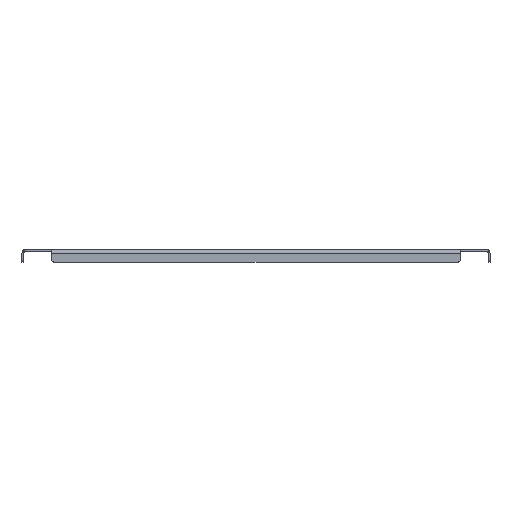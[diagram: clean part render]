
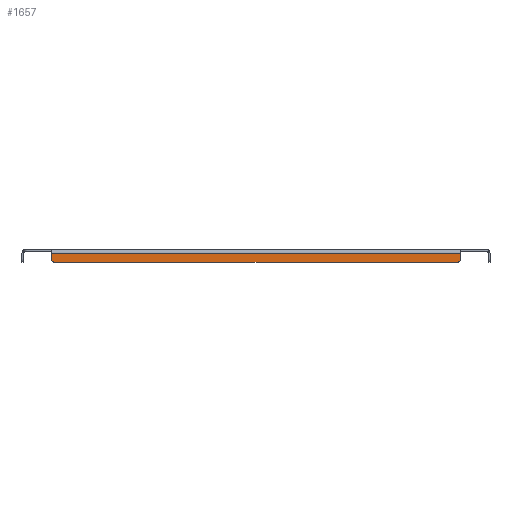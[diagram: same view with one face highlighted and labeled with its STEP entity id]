
A CAD part, front view. The second image highlights one B-rep face of the part: STEP entity #1657.
In plain terms, the highlighted planar face has unit normal (0, -1, 0).
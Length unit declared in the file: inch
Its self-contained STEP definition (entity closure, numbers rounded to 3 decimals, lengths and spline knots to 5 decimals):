
#24 = VERTEX_POINT ( 'NONE', #1323 ) ;
#203 = VERTEX_POINT ( 'NONE', #2888 ) ;
#248 = LINE ( 'NONE', #1739, #405 ) ;
#252 = LINE ( 'NONE', #2781, #2425 ) ;
#298 = VERTEX_POINT ( 'NONE', #1208 ) ;
#305 = VERTEX_POINT ( 'NONE', #2195 ) ;
#322 = DIRECTION ( 'NONE',  ( 0., 0., -1. ) ) ;
#336 = VERTEX_POINT ( 'NONE', #2926 ) ;
#405 = VECTOR ( 'NONE', #2254, 39.37008 ) ;
#424 = ORIENTED_EDGE ( 'NONE', *, *, #1052, .T. ) ;
#484 = DIRECTION ( 'NONE',  ( 0., 0., -1. ) ) ;
#622 = DIRECTION ( 'NONE',  ( 0., 0., -1. ) ) ;
#771 = VECTOR ( 'NONE', #3238, 39.37008 ) ;
#824 = EDGE_CURVE ( 'NONE', #842, #298, #1132, .T. ) ;
#842 = VERTEX_POINT ( 'NONE', #1365 ) ;
#844 = LINE ( 'NONE', #2818, #1951 ) ;
#930 = ORIENTED_EDGE ( 'NONE', *, *, #1658, .T. ) ;
#1032 = ORIENTED_EDGE ( 'NONE', *, *, #2055, .T. ) ;
#1052 = EDGE_CURVE ( 'NONE', #298, #336, #252, .T. ) ;
#1132 = CIRCLE ( 'NONE', #2164, 0.25 ) ;
#1208 = CARTESIAN_POINT ( 'NONE',  ( -13.71875, -19.90625, -0.875 ) ) ;
#1273 = ORIENTED_EDGE ( 'NONE', *, *, #3230, .T. ) ;
#1323 = CARTESIAN_POINT ( 'NONE',  ( 13.96875, -19.90625, -0.625 ) ) ;
#1365 = CARTESIAN_POINT ( 'NONE',  ( -13.96875, -19.90625, -0.625 ) ) ;
#1466 = LINE ( 'NONE', #2232, #771 ) ;
#1553 = CARTESIAN_POINT ( 'NONE',  ( -15.84375, -19.90625, 0. ) ) ;
#1586 = DIRECTION ( 'NONE',  ( 0., -1., 0. ) ) ;
#1657 = ADVANCED_FACE ( 'NONE', ( #2552 ), #2290, .T. ) ;
#1658 = EDGE_CURVE ( 'NONE', #305, #842, #844, .T. ) ;
#1716 = CARTESIAN_POINT ( 'NONE',  ( 13.71875, -19.90625, -0.625 ) ) ;
#1739 = CARTESIAN_POINT ( 'NONE',  ( 13.96875, -19.90625, -0.237 ) ) ;
#1951 = VECTOR ( 'NONE', #2799, 39.37008 ) ;
#1979 = DIRECTION ( 'NONE',  ( 0., -1., 0. ) ) ;
#2021 = ORIENTED_EDGE ( 'NONE', *, *, #2932, .F. ) ;
#2055 = EDGE_CURVE ( 'NONE', #24, #203, #1466, .T. ) ;
#2164 = AXIS2_PLACEMENT_3D ( 'NONE', #3087, #1586, #622 ) ;
#2195 = CARTESIAN_POINT ( 'NONE',  ( -13.96875, -19.90625, -0.237 ) ) ;
#2215 = EDGE_LOOP ( 'NONE', ( #930, #2915, #424, #1273, #1032, #2021 ) ) ;
#2232 = CARTESIAN_POINT ( 'NONE',  ( 13.96875, -19.90625, 0. ) ) ;
#2254 = DIRECTION ( 'NONE',  ( 1., 0., 0. ) ) ;
#2290 = PLANE ( 'NONE',  #2427 ) ;
#2333 = CIRCLE ( 'NONE', #2547, 0.25 ) ;
#2425 = VECTOR ( 'NONE', #2765, 39.37008 ) ;
#2427 = AXIS2_PLACEMENT_3D ( 'NONE', #1553, #3096, #322 ) ;
#2547 = AXIS2_PLACEMENT_3D ( 'NONE', #1716, #1979, #484 ) ;
#2552 = FACE_OUTER_BOUND ( 'NONE', #2215, .T. ) ;
#2765 = DIRECTION ( 'NONE',  ( 1., 0., 0. ) ) ;
#2781 = CARTESIAN_POINT ( 'NONE',  ( -15.84375, -19.90625, -0.875 ) ) ;
#2799 = DIRECTION ( 'NONE',  ( 0., 0., -1. ) ) ;
#2818 = CARTESIAN_POINT ( 'NONE',  ( -13.96875, -19.90625, 0. ) ) ;
#2888 = CARTESIAN_POINT ( 'NONE',  ( 13.96875, -19.90625, -0.237 ) ) ;
#2915 = ORIENTED_EDGE ( 'NONE', *, *, #824, .T. ) ;
#2926 = CARTESIAN_POINT ( 'NONE',  ( 13.71875, -19.90625, -0.875 ) ) ;
#2932 = EDGE_CURVE ( 'NONE', #305, #203, #248, .T. ) ;
#3087 = CARTESIAN_POINT ( 'NONE',  ( -13.71875, -19.90625, -0.625 ) ) ;
#3096 = DIRECTION ( 'NONE',  ( 0., -1., 0. ) ) ;
#3230 = EDGE_CURVE ( 'NONE', #336, #24, #2333, .T. ) ;
#3238 = DIRECTION ( 'NONE',  ( 0., 0., 1. ) ) ;
